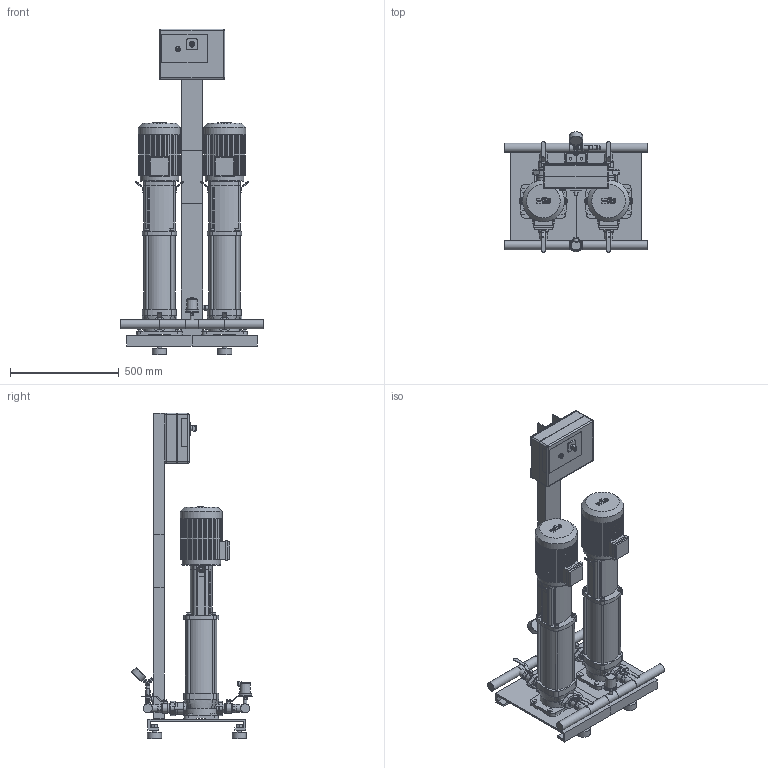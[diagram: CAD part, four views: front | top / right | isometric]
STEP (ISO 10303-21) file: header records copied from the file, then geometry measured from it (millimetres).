
FILE_DESCRIPTION(/* description */ (''),/* implementation_level */ '2;1');
FILE_NAME(/* name */ '3d_COF-2HELIX611-T-V-4217550.stp',/* time_stamp */ '2017-11-06T15:16:11+01:00',/* author */ ('Andrzej'),/* organization */ (''),/* preprocessor_version */ 'ST-DEVELOPER v16.13',/* originating_system */ 'AutoCAD Mechanical',/* authorisation */ '');
FILE_SCHEMA (('AUTOMOTIVE_DESIGN { 1 0 10303 214 3 1 1 }'));
Products named in the file (1): Product
Bounding box: 660 x 554.17 x 1498 mm (x, y, z)
Volume: 52325751.2 mm3; surface area: 4620815 mm2
Topology: 110 solids, 110 shells, 2481 faces, 6290 edges, 4128 vertices
Faces by surface type: plane 1737, cylinder 566, bspline 76, cone 62, torus 22, sphere 18
Full cylindrical faces by diameter (mm): 5 x1, 9 x1, 10 x25, 11 x19, 12 x10, 13 x13, 13.5 x2, 14 x1, 15 x2, 16 x3, 16.9 x1, 17 x5, 18 x7, 19 x1, 20 x23, 21 x1, 23 x3, 24 x1, 25 x1, 33.7 x8, 42 x4, 42.4 x10, 43.6 x4, 46.4 x4, 47.4 x4, 50 x2, 50.4 x8, 54 x4, 56.4 x4, 56.9 x2
Entity records: 76423 total; most frequent: CARTESIAN_POINT 16279, DIRECTION 12441, ORIENTED_EDGE 11932, EDGE_CURVE 5966, AXIS2_PLACEMENT_3D 4264, VERTEX_POINT 4083, LINE 3913, VECTOR 3913
